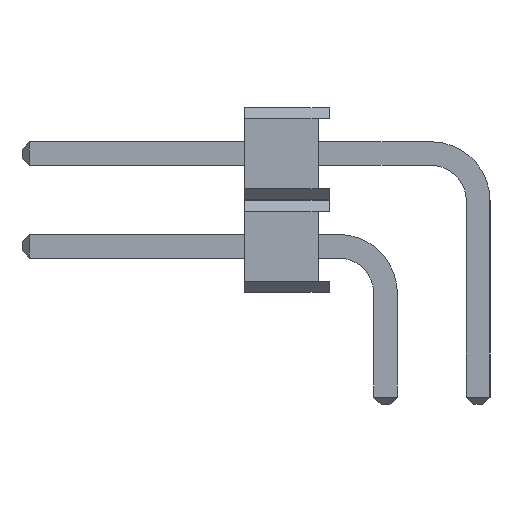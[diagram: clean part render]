
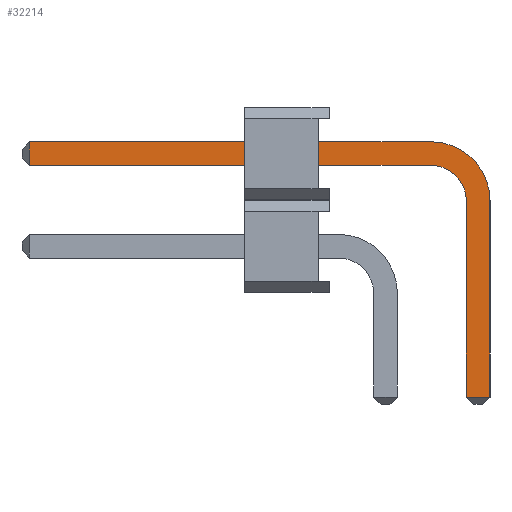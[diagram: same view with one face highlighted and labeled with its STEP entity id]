
A CAD part, left-side view. The second image highlights one B-rep face of the part: STEP entity #32214.
In plain terms, the highlighted planar face has unit normal (-1, 0, 0).
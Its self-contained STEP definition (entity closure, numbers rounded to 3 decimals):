
#481=CIRCLE('',#34343,0.95);
#482=CIRCLE('',#34344,1.59);
#790=FACE_OUTER_BOUND('',#2774,.T.);
#2774=EDGE_LOOP('',(#21461,#21462,#21463,#21464,#21465,#21466,#21467,#21468));
#4963=LINE('',#45695,#9355);
#4971=LINE('',#45712,#9363);
#4974=LINE('',#45717,#9366);
#4975=LINE('',#45722,#9367);
#4976=LINE('',#45724,#9368);
#4977=LINE('',#45726,#9369);
#9355=VECTOR('',#36856,1000.);
#9363=VECTOR('',#36872,1000.);
#9366=VECTOR('',#36877,10.);
#9367=VECTOR('',#36882,1000.);
#9368=VECTOR('',#36883,10.);
#9369=VECTOR('',#36884,1000.);
#13673=VERTEX_POINT('',#45682);
#13678=VERTEX_POINT('',#45693);
#13682=VERTEX_POINT('',#45707);
#13683=VERTEX_POINT('',#45711);
#13685=VERTEX_POINT('',#45719);
#13686=VERTEX_POINT('',#45721);
#13687=VERTEX_POINT('',#45723);
#13688=VERTEX_POINT('',#45725);
#16615=EDGE_CURVE('',#13673,#13678,#4963,.T.);
#16623=EDGE_CURVE('',#13682,#13683,#4971,.T.);
#16626=EDGE_CURVE('',#13673,#13682,#4974,.T.);
#16627=EDGE_CURVE('',#13678,#13685,#481,.T.);
#16628=EDGE_CURVE('',#13685,#13686,#4975,.T.);
#16629=EDGE_CURVE('',#13687,#13686,#4976,.T.);
#16630=EDGE_CURVE('',#13688,#13687,#4977,.T.);
#16631=EDGE_CURVE('',#13683,#13688,#482,.T.);
#21461=ORIENTED_EDGE('',*,*,#16626,.F.);
#21462=ORIENTED_EDGE('',*,*,#16615,.T.);
#21463=ORIENTED_EDGE('',*,*,#16627,.T.);
#21464=ORIENTED_EDGE('',*,*,#16628,.T.);
#21465=ORIENTED_EDGE('',*,*,#16629,.F.);
#21466=ORIENTED_EDGE('',*,*,#16630,.F.);
#21467=ORIENTED_EDGE('',*,*,#16631,.F.);
#21468=ORIENTED_EDGE('',*,*,#16623,.F.);
#30340=PLANE('',#34342);
#32214=ADVANCED_FACE('',(#790),#30340,.F.);
#34342=AXIS2_PLACEMENT_3D('',#45718,#36878,#36879);
#34343=AXIS2_PLACEMENT_3D('',#45720,#36880,#36881);
#34344=AXIS2_PLACEMENT_3D('',#45727,#36885,#36886);
#36856=DIRECTION('',(0.,-1.,0.));
#36872=DIRECTION('',(0.,-1.,0.));
#36877=DIRECTION('',(0.,0.,1.));
#36878=DIRECTION('center_axis',(1.,0.,0.));
#36879=DIRECTION('ref_axis',(0.,0.,-1.));
#36880=DIRECTION('center_axis',(1.,0.,0.));
#36881=DIRECTION('ref_axis',(0.,0.,1.));
#36882=DIRECTION('',(0.,0.,-1.));
#36883=DIRECTION('',(0.,1.,0.));
#36884=DIRECTION('',(0.,0.,-1.));
#36885=DIRECTION('center_axis',(1.,0.,0.));
#36886=DIRECTION('ref_axis',(0.,0.,1.));
#45682=CARTESIAN_POINT('',(-0.32,9.61,3.45));
#45693=CARTESIAN_POINT('',(-0.32,-1.23,3.45));
#45695=CARTESIAN_POINT('',(-0.32,-1.23,3.45));
#45707=CARTESIAN_POINT('',(-0.32,9.61,4.09));
#45711=CARTESIAN_POINT('',(-0.32,-1.23,4.09));
#45712=CARTESIAN_POINT('',(-0.32,-1.23,4.09));
#45717=CARTESIAN_POINT('',(-0.32,9.61,3.77));
#45718=CARTESIAN_POINT('Origin',(-0.32,-1.23,4.09));
#45719=CARTESIAN_POINT('',(-0.32,-2.18,2.5));
#45720=CARTESIAN_POINT('Origin',(-0.32,-1.23,2.5));
#45721=CARTESIAN_POINT('',(-0.32,-2.18,-2.8));
#45722=CARTESIAN_POINT('',(-0.32,-2.18,-0.5));
#45723=CARTESIAN_POINT('',(-0.32,-2.82,-2.8));
#45724=CARTESIAN_POINT('',(-0.32,-1.996,-2.8));
#45725=CARTESIAN_POINT('',(-0.32,-2.82,2.5));
#45726=CARTESIAN_POINT('',(-0.32,-2.82,-0.5));
#45727=CARTESIAN_POINT('Origin',(-0.32,-1.23,2.5));
